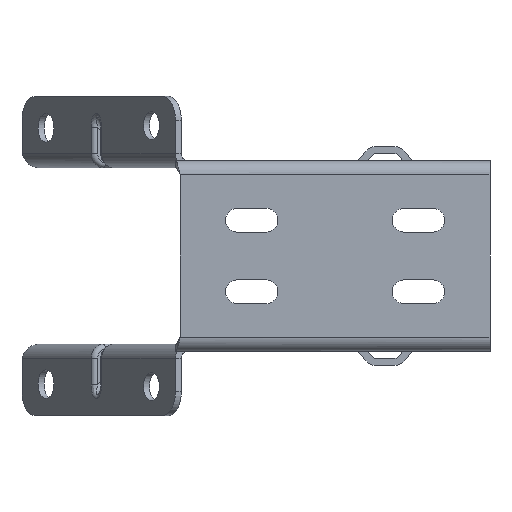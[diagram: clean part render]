
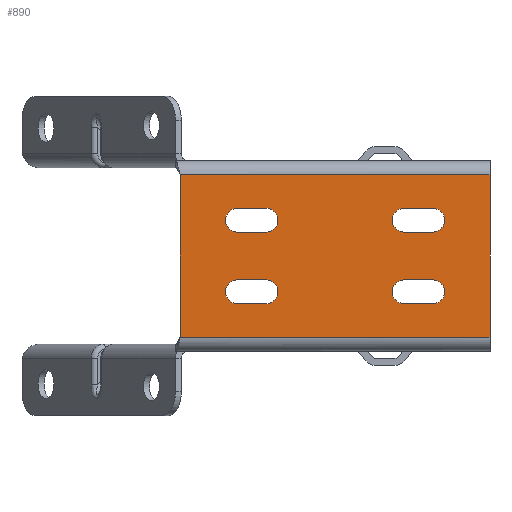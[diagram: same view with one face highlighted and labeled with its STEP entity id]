
A CAD part, front view. The second image highlights one B-rep face of the part: STEP entity #890.
In plain terms, the highlighted planar face has unit normal (0, -1, 0).
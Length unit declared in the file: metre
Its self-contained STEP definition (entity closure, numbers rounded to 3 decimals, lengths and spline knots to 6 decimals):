
#890 = ADVANCED_FACE('',(#891,#927,#963,#999,#1035),#1069,.T.);
#891 = FACE_BOUND('',#892,.T.);
#892 = EDGE_LOOP('',(#893,#904,#912,#921));
#893 = ORIENTED_EDGE('',*,*,#894,.T.);
#894 = EDGE_CURVE('',#895,#897,#899,.T.);
#895 = VERTEX_POINT('',#896);
#896 = CARTESIAN_POINT('',(-0.041,-0.003,0.01));
#897 = VERTEX_POINT('',#898);
#898 = CARTESIAN_POINT('',(-0.041,-0.003,0.02));
#899 = CIRCLE('',#900,0.005);
#900 = AXIS2_PLACEMENT_3D('',#901,#902,#903);
#901 = CARTESIAN_POINT('',(-0.041,-0.003,0.015));
#902 = DIRECTION('',(0.,1.,0.));
#903 = DIRECTION('',(0.,-0.,1.));
#904 = ORIENTED_EDGE('',*,*,#905,.T.);
#905 = EDGE_CURVE('',#897,#906,#908,.T.);
#906 = VERTEX_POINT('',#907);
#907 = CARTESIAN_POINT('',(-0.029,-0.003,0.02));
#908 = LINE('',#909,#910);
#909 = CARTESIAN_POINT('',(-0.041,-0.003,0.02));
#910 = VECTOR('',#911,1.);
#911 = DIRECTION('',(1.,0.,0.));
#912 = ORIENTED_EDGE('',*,*,#913,.T.);
#913 = EDGE_CURVE('',#906,#914,#916,.T.);
#914 = VERTEX_POINT('',#915);
#915 = CARTESIAN_POINT('',(-0.029,-0.003,0.01));
#916 = CIRCLE('',#917,0.005);
#917 = AXIS2_PLACEMENT_3D('',#918,#919,#920);
#918 = CARTESIAN_POINT('',(-0.029,-0.003,0.015));
#919 = DIRECTION('',(0.,1.,0.));
#920 = DIRECTION('',(0.,-0.,1.));
#921 = ORIENTED_EDGE('',*,*,#922,.T.);
#922 = EDGE_CURVE('',#914,#895,#923,.T.);
#923 = LINE('',#924,#925);
#924 = CARTESIAN_POINT('',(-0.041,-0.003,0.01));
#925 = VECTOR('',#926,1.);
#926 = DIRECTION('',(-1.,0.,0.));
#927 = FACE_BOUND('',#928,.T.);
#928 = EDGE_LOOP('',(#929,#940,#948,#957));
#929 = ORIENTED_EDGE('',*,*,#930,.T.);
#930 = EDGE_CURVE('',#931,#933,#935,.T.);
#931 = VERTEX_POINT('',#932);
#932 = CARTESIAN_POINT('',(-0.041,-0.003,-0.02));
#933 = VERTEX_POINT('',#934);
#934 = CARTESIAN_POINT('',(-0.041,-0.003,-0.01));
#935 = CIRCLE('',#936,0.005);
#936 = AXIS2_PLACEMENT_3D('',#937,#938,#939);
#937 = CARTESIAN_POINT('',(-0.041,-0.003,-0.015));
#938 = DIRECTION('',(0.,1.,0.));
#939 = DIRECTION('',(0.,-0.,1.));
#940 = ORIENTED_EDGE('',*,*,#941,.T.);
#941 = EDGE_CURVE('',#933,#942,#944,.T.);
#942 = VERTEX_POINT('',#943);
#943 = CARTESIAN_POINT('',(-0.029,-0.003,-0.01));
#944 = LINE('',#945,#946);
#945 = CARTESIAN_POINT('',(-0.041,-0.003,-0.01));
#946 = VECTOR('',#947,1.);
#947 = DIRECTION('',(1.,0.,0.));
#948 = ORIENTED_EDGE('',*,*,#949,.T.);
#949 = EDGE_CURVE('',#942,#950,#952,.T.);
#950 = VERTEX_POINT('',#951);
#951 = CARTESIAN_POINT('',(-0.029,-0.003,-0.02));
#952 = CIRCLE('',#953,0.005);
#953 = AXIS2_PLACEMENT_3D('',#954,#955,#956);
#954 = CARTESIAN_POINT('',(-0.029,-0.003,-0.015));
#955 = DIRECTION('',(0.,1.,0.));
#956 = DIRECTION('',(0.,-0.,1.));
#957 = ORIENTED_EDGE('',*,*,#958,.T.);
#958 = EDGE_CURVE('',#950,#931,#959,.T.);
#959 = LINE('',#960,#961);
#960 = CARTESIAN_POINT('',(-0.041,-0.003,-0.02));
#961 = VECTOR('',#962,1.);
#962 = DIRECTION('',(-1.,0.,0.));
#963 = FACE_BOUND('',#964,.T.);
#964 = EDGE_LOOP('',(#965,#976,#984,#993));
#965 = ORIENTED_EDGE('',*,*,#966,.T.);
#966 = EDGE_CURVE('',#967,#969,#971,.T.);
#967 = VERTEX_POINT('',#968);
#968 = CARTESIAN_POINT('',(0.029,-0.003,-0.02));
#969 = VERTEX_POINT('',#970);
#970 = CARTESIAN_POINT('',(0.029,-0.003,-0.01));
#971 = CIRCLE('',#972,0.005);
#972 = AXIS2_PLACEMENT_3D('',#973,#974,#975);
#973 = CARTESIAN_POINT('',(0.029,-0.003,-0.015));
#974 = DIRECTION('',(0.,1.,0.));
#975 = DIRECTION('',(0.,-0.,1.));
#976 = ORIENTED_EDGE('',*,*,#977,.T.);
#977 = EDGE_CURVE('',#969,#978,#980,.T.);
#978 = VERTEX_POINT('',#979);
#979 = CARTESIAN_POINT('',(0.041,-0.003,-0.01));
#980 = LINE('',#981,#982);
#981 = CARTESIAN_POINT('',(0.029,-0.003,-0.01));
#982 = VECTOR('',#983,1.);
#983 = DIRECTION('',(1.,0.,0.));
#984 = ORIENTED_EDGE('',*,*,#985,.T.);
#985 = EDGE_CURVE('',#978,#986,#988,.T.);
#986 = VERTEX_POINT('',#987);
#987 = CARTESIAN_POINT('',(0.041,-0.003,-0.02));
#988 = CIRCLE('',#989,0.005);
#989 = AXIS2_PLACEMENT_3D('',#990,#991,#992);
#990 = CARTESIAN_POINT('',(0.041,-0.003,-0.015));
#991 = DIRECTION('',(0.,1.,0.));
#992 = DIRECTION('',(0.,-0.,1.));
#993 = ORIENTED_EDGE('',*,*,#994,.T.);
#994 = EDGE_CURVE('',#986,#967,#995,.T.);
#995 = LINE('',#996,#997);
#996 = CARTESIAN_POINT('',(0.029,-0.003,-0.02));
#997 = VECTOR('',#998,1.);
#998 = DIRECTION('',(-1.,0.,0.));
#999 = FACE_BOUND('',#1000,.T.);
#1000 = EDGE_LOOP('',(#1001,#1012,#1020,#1029));
#1001 = ORIENTED_EDGE('',*,*,#1002,.T.);
#1002 = EDGE_CURVE('',#1003,#1005,#1007,.T.);
#1003 = VERTEX_POINT('',#1004);
#1004 = CARTESIAN_POINT('',(0.029,-0.003,0.01));
#1005 = VERTEX_POINT('',#1006);
#1006 = CARTESIAN_POINT('',(0.029,-0.003,0.02));
#1007 = CIRCLE('',#1008,0.005);
#1008 = AXIS2_PLACEMENT_3D('',#1009,#1010,#1011);
#1009 = CARTESIAN_POINT('',(0.029,-0.003,0.015));
#1010 = DIRECTION('',(0.,1.,0.));
#1011 = DIRECTION('',(0.,-0.,1.));
#1012 = ORIENTED_EDGE('',*,*,#1013,.T.);
#1013 = EDGE_CURVE('',#1005,#1014,#1016,.T.);
#1014 = VERTEX_POINT('',#1015);
#1015 = CARTESIAN_POINT('',(0.041,-0.003,0.02));
#1016 = LINE('',#1017,#1018);
#1017 = CARTESIAN_POINT('',(0.029,-0.003,0.02));
#1018 = VECTOR('',#1019,1.);
#1019 = DIRECTION('',(1.,0.,0.));
#1020 = ORIENTED_EDGE('',*,*,#1021,.T.);
#1021 = EDGE_CURVE('',#1014,#1022,#1024,.T.);
#1022 = VERTEX_POINT('',#1023);
#1023 = CARTESIAN_POINT('',(0.041,-0.003,0.01));
#1024 = CIRCLE('',#1025,0.005);
#1025 = AXIS2_PLACEMENT_3D('',#1026,#1027,#1028);
#1026 = CARTESIAN_POINT('',(0.041,-0.003,0.015));
#1027 = DIRECTION('',(0.,1.,0.));
#1028 = DIRECTION('',(0.,-0.,1.));
#1029 = ORIENTED_EDGE('',*,*,#1030,.T.);
#1030 = EDGE_CURVE('',#1022,#1003,#1031,.T.);
#1031 = LINE('',#1032,#1033);
#1032 = CARTESIAN_POINT('',(0.029,-0.003,0.01));
#1033 = VECTOR('',#1034,1.);
#1034 = DIRECTION('',(-1.,0.,0.));
#1035 = FACE_BOUND('',#1036,.T.);
#1036 = EDGE_LOOP('',(#1037,#1047,#1055,#1063));
#1037 = ORIENTED_EDGE('',*,*,#1038,.F.);
#1038 = EDGE_CURVE('',#1039,#1041,#1043,.T.);
#1039 = VERTEX_POINT('',#1040);
#1040 = CARTESIAN_POINT('',(-0.065,-0.003,-0.034));
#1041 = VERTEX_POINT('',#1042);
#1042 = CARTESIAN_POINT('',(-0.065,-0.003,0.034));
#1043 = LINE('',#1044,#1045);
#1044 = CARTESIAN_POINT('',(-0.065,-0.003,0.04));
#1045 = VECTOR('',#1046,1.);
#1046 = DIRECTION('',(0.,0.,1.));
#1047 = ORIENTED_EDGE('',*,*,#1048,.T.);
#1048 = EDGE_CURVE('',#1039,#1049,#1051,.T.);
#1049 = VERTEX_POINT('',#1050);
#1050 = CARTESIAN_POINT('',(0.065,-0.003,-0.034));
#1051 = LINE('',#1052,#1053);
#1052 = CARTESIAN_POINT('',(-0.06699,-0.003,-0.034));
#1053 = VECTOR('',#1054,1.);
#1054 = DIRECTION('',(1.,0.,0.));
#1055 = ORIENTED_EDGE('',*,*,#1056,.F.);
#1056 = EDGE_CURVE('',#1057,#1049,#1059,.T.);
#1057 = VERTEX_POINT('',#1058);
#1058 = CARTESIAN_POINT('',(0.065,-0.003,0.034));
#1059 = LINE('',#1060,#1061);
#1060 = CARTESIAN_POINT('',(0.065,-0.003,0.04));
#1061 = VECTOR('',#1062,1.);
#1062 = DIRECTION('',(0.,0.,-1.));
#1063 = ORIENTED_EDGE('',*,*,#1064,.T.);
#1064 = EDGE_CURVE('',#1057,#1041,#1065,.T.);
#1065 = LINE('',#1066,#1067);
#1066 = CARTESIAN_POINT('',(0.065,-0.003,0.034));
#1067 = VECTOR('',#1068,1.);
#1068 = DIRECTION('',(-1.,0.,0.));
#1069 = PLANE('',#1070);
#1070 = AXIS2_PLACEMENT_3D('',#1071,#1072,#1073);
#1071 = CARTESIAN_POINT('',(0.,-0.003,0.));
#1072 = DIRECTION('',(0.,-1.,0.));
#1073 = DIRECTION('',(0.,0.,-1.));
